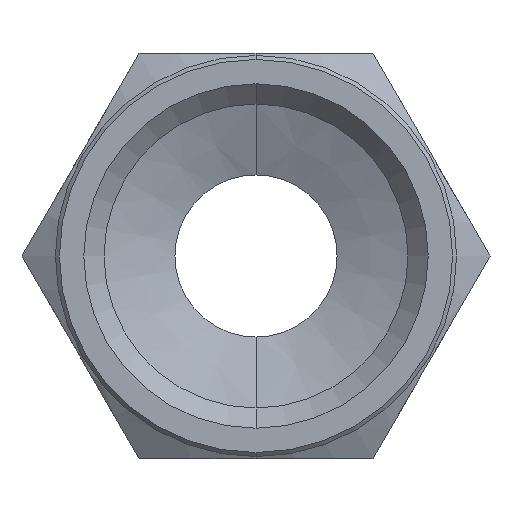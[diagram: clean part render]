
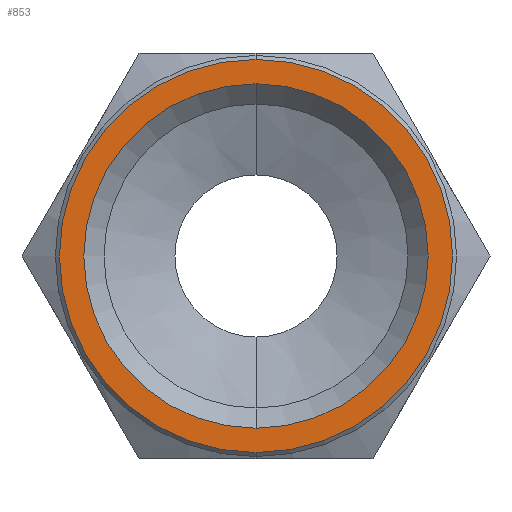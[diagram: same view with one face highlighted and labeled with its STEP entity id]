
A CAD part, front view. The second image highlights one B-rep face of the part: STEP entity #853.
In plain terms, the highlighted planar face has unit normal (0, -1, 0).
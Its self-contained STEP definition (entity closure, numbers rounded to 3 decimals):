
#54 = CARTESIAN_POINT ( 'NONE',  ( 0., 0., 0. ) ) ;
#55 = DIRECTION ( 'NONE',  ( 0., -1., 0. ) ) ;
#56 = DIRECTION ( 'NONE',  ( 0., 0., -1. ) ) ;
#251 = CARTESIAN_POINT ( 'NONE',  ( 0., 0., 0. ) ) ;
#252 = DIRECTION ( 'NONE',  ( 0., -1., 0. ) ) ;
#253 = DIRECTION ( 'NONE',  ( 0., 0., -1. ) ) ;
#254 = CARTESIAN_POINT ( 'NONE',  ( 0., 0., 0. ) ) ;
#255 = DIRECTION ( 'NONE',  ( 0., -1., 0. ) ) ;
#256 = DIRECTION ( 'NONE',  ( 0., 0., -1. ) ) ;
#317 = CARTESIAN_POINT ( 'NONE',  ( 0., 0., -9.7 ) ) ;
#331 = CARTESIAN_POINT ( 'NONE',  ( 0., 0., 9.7 ) ) ;
#335 = CARTESIAN_POINT ( 'NONE',  ( 0., 0., 8.5 ) ) ;
#340 = CARTESIAN_POINT ( 'NONE',  ( 0., 0., -8.5 ) ) ;
#382 = AXIS2_PLACEMENT_3D ( 'NONE', #979, #980, #978 ) ;
#383 = CIRCLE ( 'NONE', #382, 8.5 ) ;
#444 = AXIS2_PLACEMENT_3D ( 'NONE', #1042, #1041, #1039 ) ;
#853 = ADVANCED_FACE ( 'NONE', ( #1269, #1270 ), #1043, .T. ) ;
#900 = EDGE_CURVE ( 'NONE', #1819, #1824, #383, .T. ) ;
#925 = EDGE_CURVE ( 'NONE', #1800, #1815, #1444, .T. ) ;
#971 = EDGE_CURVE ( 'NONE', #1824, #1819, #1367, .T. ) ;
#972 = EDGE_CURVE ( 'NONE', #1815, #1800, #1369, .T. ) ;
#978 = DIRECTION ( 'NONE',  ( 0., 0., -1. ) ) ;
#979 = CARTESIAN_POINT ( 'NONE',  ( 0., 0., 0. ) ) ;
#980 = DIRECTION ( 'NONE',  ( 0., -1., 0. ) ) ;
#1039 = DIRECTION ( 'NONE',  ( 0., 0., -1. ) ) ;
#1041 = DIRECTION ( 'NONE',  ( 0., -1., 0. ) ) ;
#1042 = CARTESIAN_POINT ( 'NONE',  ( 9.7, 0., 0. ) ) ;
#1043 = PLANE ( 'NONE',  #444 ) ;
#1179 = EDGE_LOOP ( 'NONE', ( #1672, #1677 ) ) ;
#1182 = EDGE_LOOP ( 'NONE', ( #1673, #1675 ) ) ;
#1269 = FACE_BOUND ( 'NONE', #1182, .T. ) ;
#1270 = FACE_OUTER_BOUND ( 'NONE', #1179, .T. ) ;
#1362 = AXIS2_PLACEMENT_3D ( 'NONE', #254, #255, #256 ) ;
#1365 = AXIS2_PLACEMENT_3D ( 'NONE', #251, #252, #253 ) ;
#1367 = CIRCLE ( 'NONE', #1365, 8.5 ) ;
#1369 = CIRCLE ( 'NONE', #1362, 9.7 ) ;
#1441 = AXIS2_PLACEMENT_3D ( 'NONE', #54, #55, #56 ) ;
#1444 = CIRCLE ( 'NONE', #1441, 9.7 ) ;
#1672 = ORIENTED_EDGE ( 'NONE', *, *, #972, .T. ) ;
#1673 = ORIENTED_EDGE ( 'NONE', *, *, #971, .F. ) ;
#1675 = ORIENTED_EDGE ( 'NONE', *, *, #900, .F. ) ;
#1677 = ORIENTED_EDGE ( 'NONE', *, *, #925, .T. ) ;
#1800 = VERTEX_POINT ( 'NONE', #317 ) ;
#1815 = VERTEX_POINT ( 'NONE', #331 ) ;
#1819 = VERTEX_POINT ( 'NONE', #335 ) ;
#1824 = VERTEX_POINT ( 'NONE', #340 ) ;
